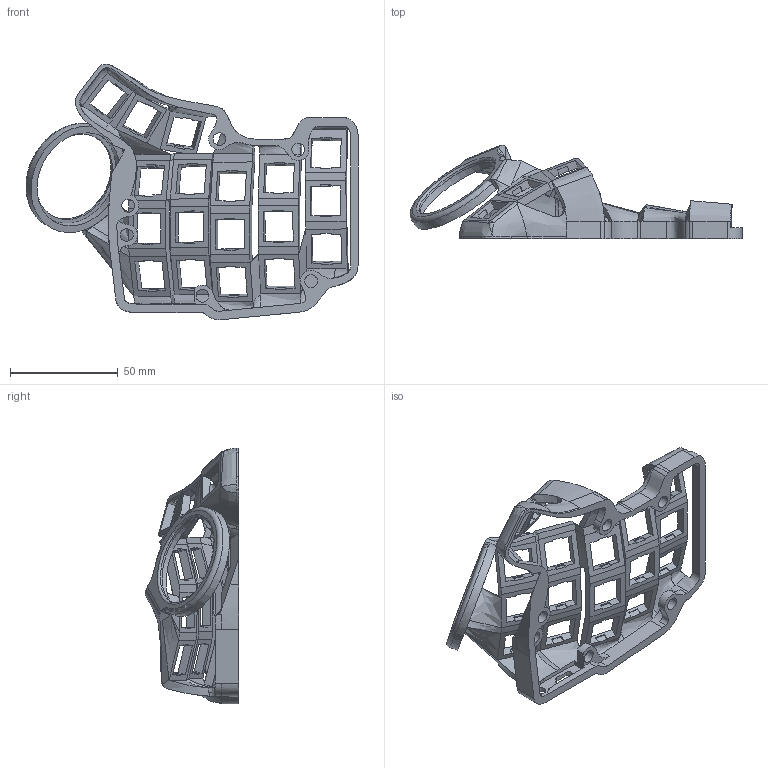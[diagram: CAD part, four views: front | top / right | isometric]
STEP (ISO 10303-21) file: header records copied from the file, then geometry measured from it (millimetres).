
FILE_DESCRIPTION(/* description */ (''),/* implementation_level */ '2;1');
FILE_NAME(/* name */ '3x5_3 high blackpill and standard v2 - Body.step',/* time_stamp */ '2023-03-12T13:35:38-04:00',/* author */ (''),/* organization */ (''),/* preprocessor_version */ 'ST-DEVELOPER v19.2',/* originating_system */ 'Autodesk Translation Framework v11.17.0.187',/* authorisation */ '');
FILE_SCHEMA (('AUTOMOTIVE_DESIGN { 1 0 10303 214 3 1 1 }'));
Length unit declared in the file: millimetre
Products named in the file (2): 3x5_3 high blackpill and standard v2 - Body; 3x5_3 high blackpill and standard v2 - Body_1
Assembly tree (1 placements, depth 2):
  3x5_3 high blackpill and standard v2 - Body
    3x5_3 high blackpill and standard v2 - Body_1
Bounding box: 154.29 x 43.51 x 118.84 mm (x, y, z)
Volume: 45937 mm3; surface area: 37160.7 mm2
Topology: 1 solids, 1 shells, 589 faces, 1710 edges, 1097 vertices
Faces by surface type: plane 381, bspline 175, cylinder 29, torus 3, sphere 1
Full cylindrical faces by diameter (mm): 4.95 x1, 5.9 x6, 41.6 x1, 45.4 x1, 52 x1
Entity records: 25080 total; most frequent: CARTESIAN_POINT 10837, ORIENTED_EDGE 3414, DIRECTION 2223, EDGE_CURVE 1707, LINE 1233, VECTOR 1233, VERTEX_POINT 1097, EDGE_LOOP 642
